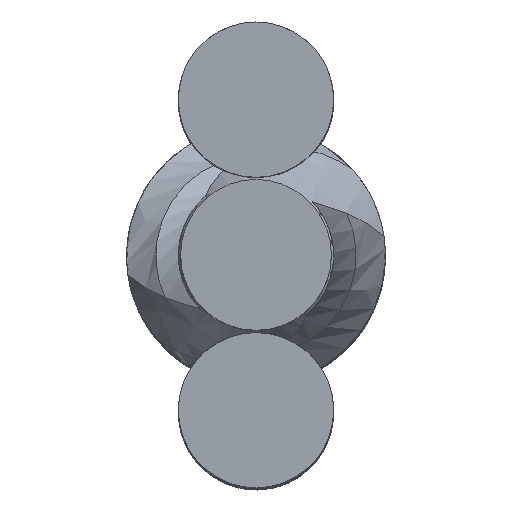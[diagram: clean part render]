
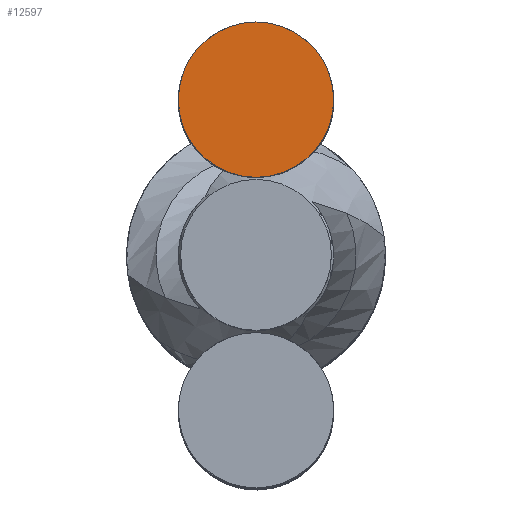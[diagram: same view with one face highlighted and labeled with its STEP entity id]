
A CAD part, top view. The second image highlights one B-rep face of the part: STEP entity #12597.
In plain terms, the highlighted planar face has unit normal (0, 0, 1).
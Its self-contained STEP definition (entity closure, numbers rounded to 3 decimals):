
#6633 = CYLINDRICAL_SURFACE('',#6634,35.);
#6634 = AXIS2_PLACEMENT_3D('',#6635,#6636,#6637);
#6635 = CARTESIAN_POINT('',(0.,0.,518.519));
#6636 = DIRECTION('',(-0.,-0.,-1.));
#6637 = DIRECTION('',(1.,0.,0.));
#7744 = VERTEX_POINT('',#7745);
#7745 = CARTESIAN_POINT('',(35.,0.,578.519));
#7766 = EDGE_CURVE('',#7744,#7744,#7767,.T.);
#7767 = SURFACE_CURVE('',#7768,(#7773,#7780),.PCURVE_S1.);
#7768 = CIRCLE('',#7769,35.);
#7769 = AXIS2_PLACEMENT_3D('',#7770,#7771,#7772);
#7770 = CARTESIAN_POINT('',(0.,0.,578.519));
#7771 = DIRECTION('',(0.,0.,1.));
#7772 = DIRECTION('',(1.,0.,-0.));
#7773 = PCURVE('',#6633,#7774);
#7774 = DEFINITIONAL_REPRESENTATION('',(#7775),#7779);
#7775 = LINE('',#7776,#7777);
#7776 = CARTESIAN_POINT('',(6.283,-60.));
#7777 = VECTOR('',#7778,1.);
#7778 = DIRECTION('',(-1.,0.));
#7779 = ( GEOMETRIC_REPRESENTATION_CONTEXT(2) 
PARAMETRIC_REPRESENTATION_CONTEXT() REPRESENTATION_CONTEXT('2D SPACE',''
  ) );
#7780 = PCURVE('',#7781,#7786);
#7781 = PLANE('',#7782);
#7782 = AXIS2_PLACEMENT_3D('',#7783,#7784,#7785);
#7783 = CARTESIAN_POINT('',(0.,0.,
    578.519));
#7784 = DIRECTION('',(0.,0.,1.));
#7785 = DIRECTION('',(1.,0.,-0.));
#7786 = DEFINITIONAL_REPRESENTATION('',(#7787),#7791);
#7787 = CIRCLE('',#7788,35.);
#7788 = AXIS2_PLACEMENT_2D('',#7789,#7790);
#7789 = CARTESIAN_POINT('',(0.,0.));
#7790 = DIRECTION('',(1.,0.));
#7791 = ( GEOMETRIC_REPRESENTATION_CONTEXT(2) 
PARAMETRIC_REPRESENTATION_CONTEXT() REPRESENTATION_CONTEXT('2D SPACE',''
  ) );
#12597 = ADVANCED_FACE('',(#12598),#7781,.T.);
#12598 = FACE_BOUND('',#12599,.T.);
#12599 = EDGE_LOOP('',(#12600));
#12600 = ORIENTED_EDGE('',*,*,#7766,.T.);
